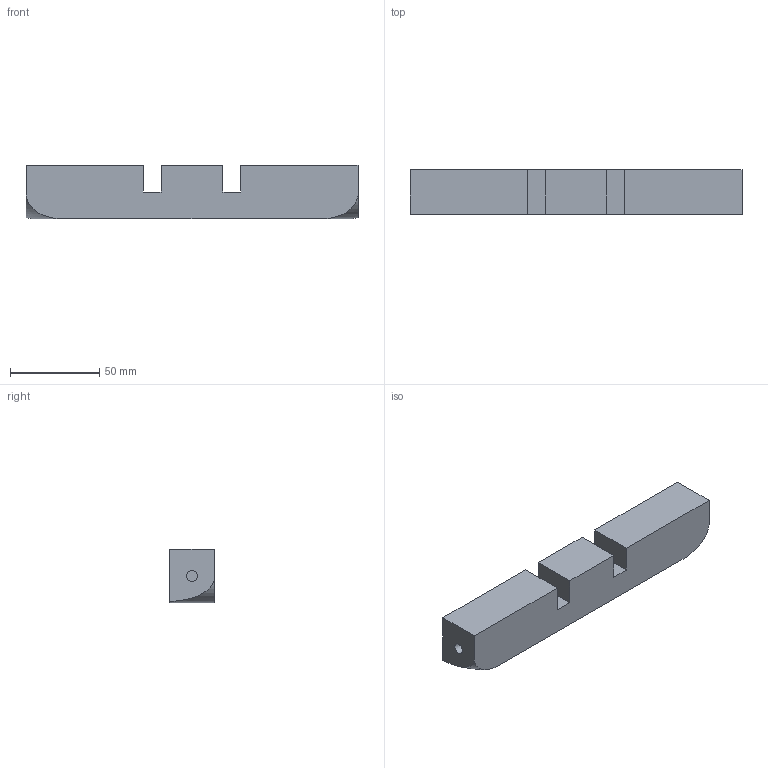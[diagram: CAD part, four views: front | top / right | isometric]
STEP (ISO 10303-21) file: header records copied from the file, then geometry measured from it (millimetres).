
FILE_DESCRIPTION(/* description */ (''),/* implementation_level */ '2;1');
FILE_NAME(/* name */ '02a3c157-743f-4e27-9a2f-54b0f94a54f5.stp',/* time_stamp */ '2019-03-12T20:58:15+01:00',/* author */ (''),/* organization */ (''),/* preprocessor_version */ 'ST-DEVELOPER v17.2',/* originating_system */ 'Autodesk Translation Framework v7.6.0.251',/* authorisation */ '');
FILE_SCHEMA (('AUTOMOTIVE_DESIGN { 1 0 10303 214 3 1 1 }'));
Length unit declared in the file: millimetre
Products named in the file (1): BackLower
Bounding box: 186 x 25 x 30 mm (x, y, z)
Volume: 128335.5 mm3; surface area: 24406.5 mm2
Topology: 1 solids, 1 shells, 32 faces, 82 edges, 56 vertices
Faces by surface type: plane 26, cylinder 4, torus 2
Full cylindrical faces by diameter (mm): 6 x4
Entity records: 1124 total; most frequent: CARTESIAN_POINT 273, ORIENTED_EDGE 168, DIRECTION 158, EDGE_CURVE 84, LINE 64, VECTOR 64, VERTEX_POINT 58, AXIS2_PLACEMENT_3D 47
